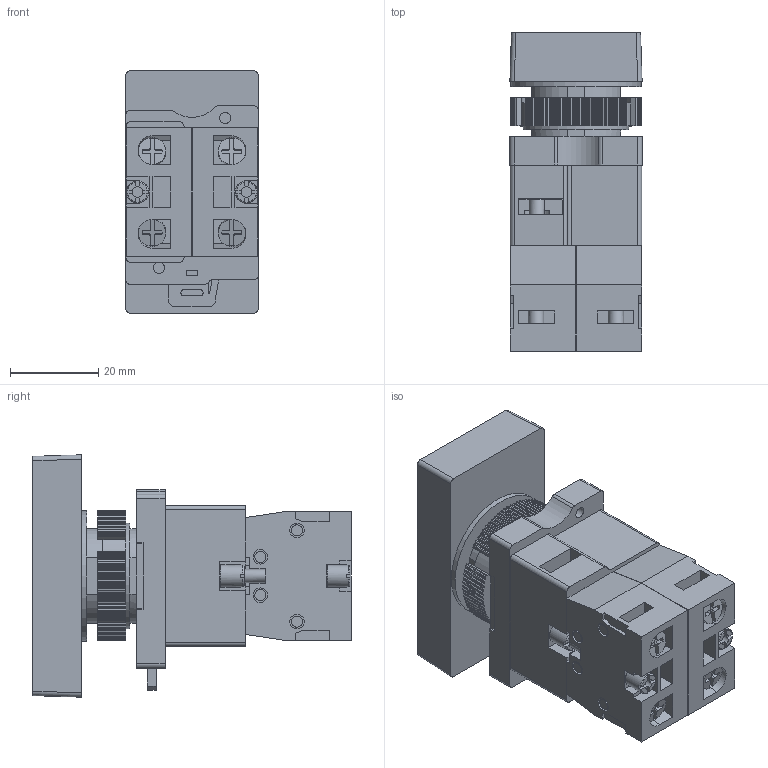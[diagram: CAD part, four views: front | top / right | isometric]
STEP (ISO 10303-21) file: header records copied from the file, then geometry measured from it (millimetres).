
FILE_DESCRIPTION(('STEP AP203'), '1');
FILE_NAME('MTB2-EW8363', '2024-09-17T08:51:56', (''), (''), 'C3D Converter', 'C3D Toolkit', '');
FILE_SCHEMA(('CONFIG_CONTROL_DESIGN'));
Length unit declared in the file: millimetre
Bounding box: 30 x 72.2 x 55 mm (x, y, z)
Volume: 61403 mm3; surface area: 27163.3 mm2
Topology: 1 solids, 7 shells, 1017 faces, 2874 edges, 1896 vertices
Faces by surface type: plane 643, cylinder 348, torus 20, bspline 4, cone 2
Full cylindrical faces by diameter (mm): 2 x4, 2.4 x3, 2.5 x10, 2.6 x2, 3 x2, 3.3 x8, 3.5 x6, 5 x4, 6.2 x6, 10.7 x1, 14 x1, 24 x1, 29.5 x1
Entity records: 43532 total; most frequent: CARTESIAN_POINT 8571, ORIENTED_EDGE 5642, DIRECTION 5564, EDGE_CURVE 2821, LINE 1916, VECTOR 1916, VERTEX_POINT 1896, AXIS2_PLACEMENT_3D 1824
